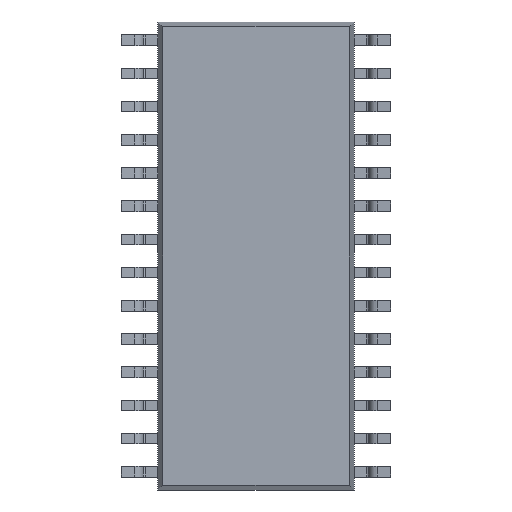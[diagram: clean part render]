
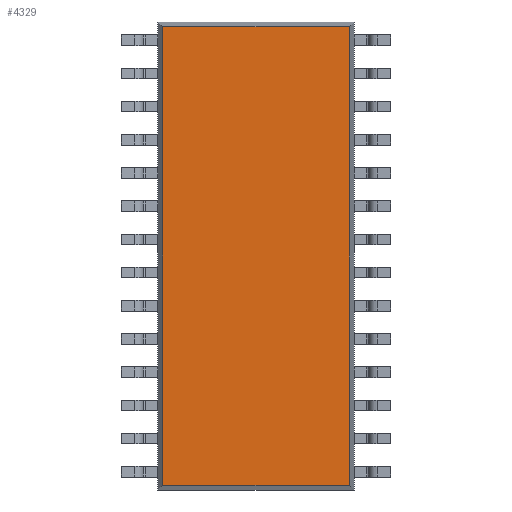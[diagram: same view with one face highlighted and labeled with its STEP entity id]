
A CAD part, front view. The second image highlights one B-rep face of the part: STEP entity #4329.
In plain terms, the highlighted planar face has unit normal (0, -1, 0).
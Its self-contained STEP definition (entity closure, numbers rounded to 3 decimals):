
#315 = VECTOR ( 'NONE', #4925, 1000. ) ;
#528 = DIRECTION ( 'NONE',  ( 0., 1., 0. ) ) ;
#1669 = ORIENTED_EDGE ( 'NONE', *, *, #10009, .T. ) ;
#2409 = DIRECTION ( 'NONE',  ( 0., 0., 1. ) ) ;
#2439 = VERTEX_POINT ( 'NONE', #6223 ) ;
#2461 = FACE_OUTER_BOUND ( 'NONE', #7460, .T. ) ;
#2685 = VECTOR ( 'NONE', #8404, 1000. ) ;
#3024 = CARTESIAN_POINT ( 'NONE',  ( -3.75, 0.3, 8.765 ) ) ;
#3107 = CARTESIAN_POINT ( 'NONE',  ( 3.565, 0.3, 8.765 ) ) ;
#3268 = LINE ( 'NONE', #9244, #5988 ) ;
#3759 = CARTESIAN_POINT ( 'NONE',  ( 0., 0.3, 0. ) ) ;
#3973 = EDGE_CURVE ( 'NONE', #10149, #10501, #6274, .T. ) ;
#4317 = DIRECTION ( 'NONE',  ( 1., 0., 0. ) ) ;
#4329 = ADVANCED_FACE ( 'NONE', ( #2461 ), #4675, .F. ) ;
#4398 = EDGE_CURVE ( 'NONE', #11529, #10149, #6040, .T. ) ;
#4552 = ORIENTED_EDGE ( 'NONE', *, *, #4398, .T. ) ;
#4563 = CARTESIAN_POINT ( 'NONE',  ( -3.565, 0.3, 8.765 ) ) ;
#4675 = PLANE ( 'NONE',  #6538 ) ;
#4925 = DIRECTION ( 'NONE',  ( -1., 0., 0. ) ) ;
#5290 = CARTESIAN_POINT ( 'NONE',  ( 3.565, 0.3, 8.95 ) ) ;
#5988 = VECTOR ( 'NONE', #4317, 1000. ) ;
#6040 = LINE ( 'NONE', #3024, #315 ) ;
#6223 = CARTESIAN_POINT ( 'NONE',  ( 3.565, 0.3, -8.765 ) ) ;
#6274 = LINE ( 'NONE', #11105, #2685 ) ;
#6450 = LINE ( 'NONE', #5290, #12048 ) ;
#6508 = EDGE_CURVE ( 'NONE', #10501, #2439, #3268, .T. ) ;
#6538 = AXIS2_PLACEMENT_3D ( 'NONE', #3759, #528, #8638 ) ;
#6758 = ORIENTED_EDGE ( 'NONE', *, *, #3973, .T. ) ;
#7460 = EDGE_LOOP ( 'NONE', ( #6758, #11046, #1669, #4552 ) ) ;
#8404 = DIRECTION ( 'NONE',  ( 0., 0., -1. ) ) ;
#8638 = DIRECTION ( 'NONE',  ( 0., 0., 1. ) ) ;
#9216 = CARTESIAN_POINT ( 'NONE',  ( -3.565, 0.3, -8.765 ) ) ;
#9244 = CARTESIAN_POINT ( 'NONE',  ( 3.75, 0.3, -8.765 ) ) ;
#10009 = EDGE_CURVE ( 'NONE', #2439, #11529, #6450, .T. ) ;
#10149 = VERTEX_POINT ( 'NONE', #4563 ) ;
#10501 = VERTEX_POINT ( 'NONE', #9216 ) ;
#11046 = ORIENTED_EDGE ( 'NONE', *, *, #6508, .T. ) ;
#11105 = CARTESIAN_POINT ( 'NONE',  ( -3.565, 0.3, -8.95 ) ) ;
#11529 = VERTEX_POINT ( 'NONE', #3107 ) ;
#12048 = VECTOR ( 'NONE', #2409, 1000. ) ;
